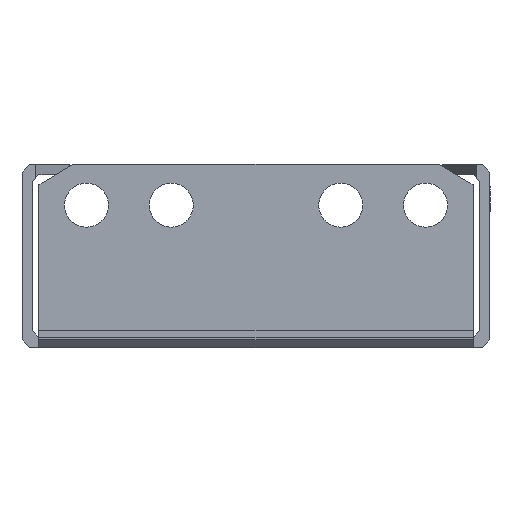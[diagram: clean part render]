
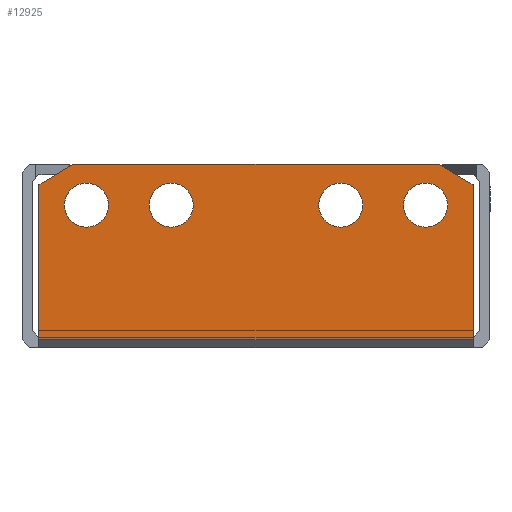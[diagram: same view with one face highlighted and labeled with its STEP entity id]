
A CAD part, left-side view. The second image highlights one B-rep face of the part: STEP entity #12925.
In plain terms, the highlighted planar face has unit normal (-1, 0, 0).
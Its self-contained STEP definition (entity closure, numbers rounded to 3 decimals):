
#229 = VECTOR ( 'NONE', #15800, 1000. ) ;
#244 = CARTESIAN_POINT ( 'NONE',  ( -453., -25., 19.5 ) ) ;
#700 = CARTESIAN_POINT ( 'NONE',  ( -453., 25., 19.5 ) ) ;
#765 = VERTEX_POINT ( 'NONE', #26892 ) ;
#1658 = CARTESIAN_POINT ( 'NONE',  ( -453., -32., 22.5 ) ) ;
#2128 = DIRECTION ( 'NONE',  ( 0., 0., 1. ) ) ;
#2960 = DIRECTION ( 'NONE',  ( -1., 0., 0. ) ) ;
#3330 = AXIS2_PLACEMENT_3D ( 'NONE', #8082, #2960, #18448 ) ;
#3417 = VERTEX_POINT ( 'NONE', #5595 ) ;
#3855 = DIRECTION ( 'NONE',  ( -1., 0., 0. ) ) ;
#4405 = EDGE_LOOP ( 'NONE', ( #8068, #32524, #8495, #25199, #22827, #27729 ) ) ;
#4531 = EDGE_CURVE ( 'NONE', #33139, #30699, #33627, .T. ) ;
#5066 = VERTEX_POINT ( 'NONE', #7562 ) ;
#5214 = LINE ( 'NONE', #13262, #229 ) ;
#5595 = CARTESIAN_POINT ( 'NONE',  ( -453., 27., 25.5 ) ) ;
#6051 = DIRECTION ( 'NONE',  ( 0., 0., -1. ) ) ;
#6212 = AXIS2_PLACEMENT_3D ( 'NONE', #244, #28694, #10472 ) ;
#6503 = EDGE_CURVE ( 'NONE', #13904, #17171, #6992, .T. ) ;
#6536 = EDGE_LOOP ( 'NONE', ( #21441 ) ) ;
#6619 = ORIENTED_EDGE ( 'NONE', *, *, #13316, .F. ) ;
#6859 = CARTESIAN_POINT ( 'NONE',  ( -453., 25., 22.75 ) ) ;
#6895 = ORIENTED_EDGE ( 'NONE', *, *, #17415, .F. ) ;
#6992 = LINE ( 'NONE', #11548, #34191 ) ;
#7124 = FACE_OUTER_BOUND ( 'NONE', #4405, .T. ) ;
#7562 = CARTESIAN_POINT ( 'NONE',  ( -453., -25., 22.75 ) ) ;
#8068 = ORIENTED_EDGE ( 'NONE', *, *, #6503, .T. ) ;
#8082 = CARTESIAN_POINT ( 'NONE',  ( -453., -12.5, 19.5 ) ) ;
#8495 = ORIENTED_EDGE ( 'NONE', *, *, #8706, .T. ) ;
#8616 = LINE ( 'NONE', #26180, #18088 ) ;
#8706 = EDGE_CURVE ( 'NONE', #11682, #33139, #26288, .T. ) ;
#8951 = DIRECTION ( 'NONE',  ( -1., 0., 0. ) ) ;
#9635 = FACE_BOUND ( 'NONE', #6536, .T. ) ;
#10364 = DIRECTION ( 'NONE',  ( 0., 0.857, -0.514 ) ) ;
#10472 = DIRECTION ( 'NONE',  ( 0., 0., 1. ) ) ;
#11548 = CARTESIAN_POINT ( 'NONE',  ( -453., 32., 0. ) ) ;
#11614 = CARTESIAN_POINT ( 'NONE',  ( -453., 12.5, 22.75 ) ) ;
#11650 = VERTEX_POINT ( 'NONE', #11614 ) ;
#11682 = VERTEX_POINT ( 'NONE', #32175 ) ;
#12612 = EDGE_LOOP ( 'NONE', ( #22081 ) ) ;
#12925 = ADVANCED_FACE ( 'NONE', ( #32400, #25768, #17062, #9635, #7124 ), #15104, .T. ) ;
#13262 = CARTESIAN_POINT ( 'NONE',  ( -453., 27., 25.5 ) ) ;
#13316 = EDGE_CURVE ( 'NONE', #11650, #11650, #20227, .T. ) ;
#13638 = AXIS2_PLACEMENT_3D ( 'NONE', #700, #8951, #27420 ) ;
#13904 = VERTEX_POINT ( 'NONE', #21850 ) ;
#14164 = CARTESIAN_POINT ( 'NONE',  ( -453., 12.5, 19.5 ) ) ;
#15104 = PLANE ( 'NONE',  #25719 ) ;
#15564 = EDGE_LOOP ( 'NONE', ( #6619 ) ) ;
#15800 = DIRECTION ( 'NONE',  ( 0., 1., 0. ) ) ;
#16501 = DIRECTION ( 'NONE',  ( 0., 0., 1. ) ) ;
#16961 = CARTESIAN_POINT ( 'NONE',  ( -453., -35.536, -0.369 ) ) ;
#17062 = FACE_BOUND ( 'NONE', #12612, .T. ) ;
#17171 = VERTEX_POINT ( 'NONE', #33304 ) ;
#17215 = CIRCLE ( 'NONE', #13638, 3.25 ) ;
#17282 = VERTEX_POINT ( 'NONE', #6859 ) ;
#17415 = EDGE_CURVE ( 'NONE', #5066, #5066, #22352, .T. ) ;
#17854 = DIRECTION ( 'NONE',  ( -1., 0., 0. ) ) ;
#18088 = VECTOR ( 'NONE', #10364, 1000. ) ;
#18448 = DIRECTION ( 'NONE',  ( 0., 0., 1. ) ) ;
#18779 = VECTOR ( 'NONE', #29286, 1000. ) ;
#19774 = LINE ( 'NONE', #16961, #28038 ) ;
#20227 = CIRCLE ( 'NONE', #31655, 3.25 ) ;
#20515 = EDGE_LOOP ( 'NONE', ( #6895 ) ) ;
#21441 = ORIENTED_EDGE ( 'NONE', *, *, #25857, .F. ) ;
#21850 = CARTESIAN_POINT ( 'NONE',  ( -453., 32., 22.5 ) ) ;
#22081 = ORIENTED_EDGE ( 'NONE', *, *, #32198, .F. ) ;
#22352 = CIRCLE ( 'NONE', #6212, 3.25 ) ;
#22547 = CARTESIAN_POINT ( 'NONE',  ( -453., -32., 22.5 ) ) ;
#22827 = ORIENTED_EDGE ( 'NONE', *, *, #34103, .T. ) ;
#23804 = VECTOR ( 'NONE', #33190, 1000. ) ;
#25199 = ORIENTED_EDGE ( 'NONE', *, *, #4531, .T. ) ;
#25536 = EDGE_CURVE ( 'NONE', #3417, #13904, #8616, .T. ) ;
#25719 = AXIS2_PLACEMENT_3D ( 'NONE', #33644, #17854, #2128 ) ;
#25768 = FACE_BOUND ( 'NONE', #20515, .T. ) ;
#25857 = EDGE_CURVE ( 'NONE', #17282, #17282, #17215, .T. ) ;
#26180 = CARTESIAN_POINT ( 'NONE',  ( -453., 32., 22.5 ) ) ;
#26288 = LINE ( 'NONE', #1658, #23804 ) ;
#26770 = CARTESIAN_POINT ( 'NONE',  ( -453., -32., 22.5 ) ) ;
#26892 = CARTESIAN_POINT ( 'NONE',  ( -453., -12.5, 22.75 ) ) ;
#27346 = DIRECTION ( 'NONE',  ( 0., 1., 0. ) ) ;
#27420 = DIRECTION ( 'NONE',  ( 0., 0., 1. ) ) ;
#27729 = ORIENTED_EDGE ( 'NONE', *, *, #25536, .T. ) ;
#28038 = VECTOR ( 'NONE', #27346, 1000. ) ;
#28283 = CARTESIAN_POINT ( 'NONE',  ( -453., -27., 25.5 ) ) ;
#28694 = DIRECTION ( 'NONE',  ( -1., 0., 0. ) ) ;
#29286 = DIRECTION ( 'NONE',  ( 0., 0.857, 0.514 ) ) ;
#30699 = VERTEX_POINT ( 'NONE', #28283 ) ;
#30923 = CIRCLE ( 'NONE', #3330, 3.25 ) ;
#31655 = AXIS2_PLACEMENT_3D ( 'NONE', #14164, #3855, #16501 ) ;
#32175 = CARTESIAN_POINT ( 'NONE',  ( -453., -32., -0.369 ) ) ;
#32198 = EDGE_CURVE ( 'NONE', #765, #765, #30923, .T. ) ;
#32400 = FACE_BOUND ( 'NONE', #15564, .T. ) ;
#32487 = EDGE_CURVE ( 'NONE', #11682, #17171, #19774, .T. ) ;
#32524 = ORIENTED_EDGE ( 'NONE', *, *, #32487, .F. ) ;
#33139 = VERTEX_POINT ( 'NONE', #22547 ) ;
#33190 = DIRECTION ( 'NONE',  ( 0., 0., 1. ) ) ;
#33304 = CARTESIAN_POINT ( 'NONE',  ( -453., 32., -0.369 ) ) ;
#33627 = LINE ( 'NONE', #26770, #18779 ) ;
#33644 = CARTESIAN_POINT ( 'NONE',  ( -453., 0., 0. ) ) ;
#34103 = EDGE_CURVE ( 'NONE', #30699, #3417, #5214, .T. ) ;
#34191 = VECTOR ( 'NONE', #6051, 1000. ) ;
